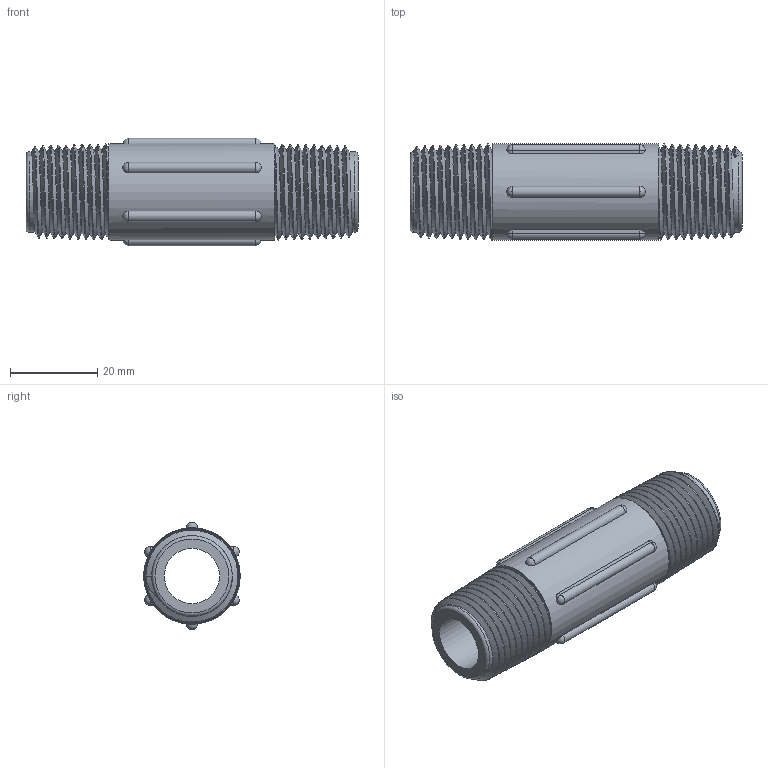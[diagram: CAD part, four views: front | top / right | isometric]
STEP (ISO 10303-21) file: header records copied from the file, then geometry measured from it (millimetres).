
FILE_DESCRIPTION(/* description */ ('1/2" X 3" PIPE NIPPLE'),/* implementation_level */ '2;1');
FILE_NAME(/* name */ 'NIP050-3.stp',/* time_stamp */ '2018-09-17T09:32:58-04:00',/* author */ ('DLC'),/* organization */ (''),/* preprocessor_version */ 'ST-DEVELOPER v17',/* originating_system */ 'Autodesk Inventor 2018',/* authorisation */ '');
FILE_SCHEMA (('AUTOMOTIVE_DESIGN { 1 0 10303 214 3 1 1 }'));
Length unit declared in the file: inch
Products named in the file (2): NIP050-3; NIP050-3U
Assembly tree (1 placements, depth 2):
  NIP050-3
    NIP050-3U
Bounding box: 76.2 x 22.08 x 24.64 mm (x, y, z)
Volume: 17637.7 mm3; surface area: 10539.3 mm2
Topology: 1 solids, 1 shells, 72 faces, 198 edges, 130 vertices
Faces by surface type: cone 24, cylinder 18, sphere 12, plane 10, bspline 6, torus 2
Full cylindrical faces by diameter (mm): 12.7 x1, 22.098 x1
Entity records: 7493 total; most frequent: CARTESIAN_POINT 5741, ORIENTED_EDGE 388, DIRECTION 302, EDGE_CURVE 194, VERTEX_POINT 130, AXIS2_PLACEMENT_3D 125, B_SPLINE_CURVE_WITH_KNOTS 86, EDGE_LOOP 80
